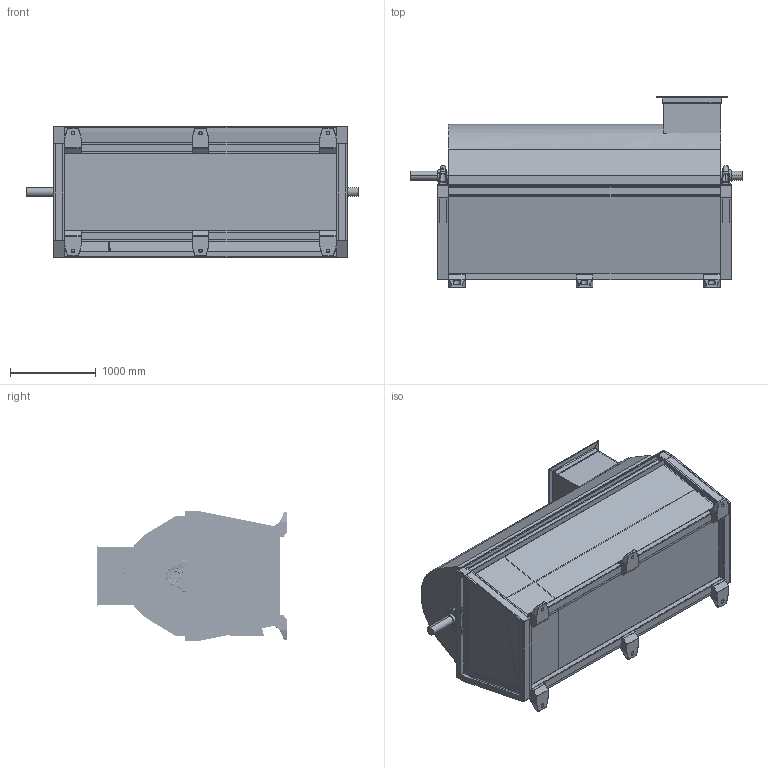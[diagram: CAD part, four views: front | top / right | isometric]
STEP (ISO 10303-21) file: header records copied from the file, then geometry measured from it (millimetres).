
FILE_DESCRIPTION(('FreeCAD Model'),'2;1');
FILE_NAME('Open CASCADE Shape Model','2025-05-09T17:55:42',('FreeCAD'),( 'FreeCAD'),'Open CASCADE STEP processor 7.6','FreeCAD','Unknown');
FILE_SCHEMA(('AUTOMOTIVE_DESIGN { 1 0 10303 214 1 1 1 1 }'));
Products named in the file (1): Open CASCADE STEP translator 7.6 1
Bounding box: 3861.73 x 2218.56 x 1518.95 mm (x, y, z)
Volume: 710006685.2 mm3; surface area: 97293437 mm2
Topology: 125 solids, 127 shells, 8956 faces, 25325 edges, 16474 vertices
Faces by surface type: bspline 8956
Entity records: 357741 total; most frequent: CARTESIAN_POINT 212747, ORIENTED_EDGE 50402, EDGE_CURVE 25201, VERTEX_POINT 16474, B_SPLINE_CURVE_WITH_KNOTS 15403, FACE_BOUND 11135, EDGE_LOOP 11135, ADVANCED_FACE 8956
